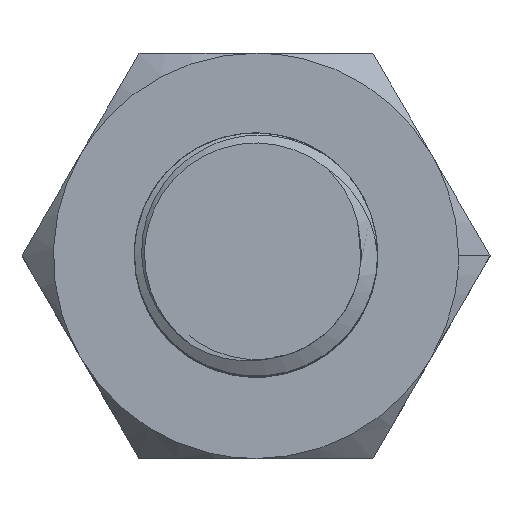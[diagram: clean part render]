
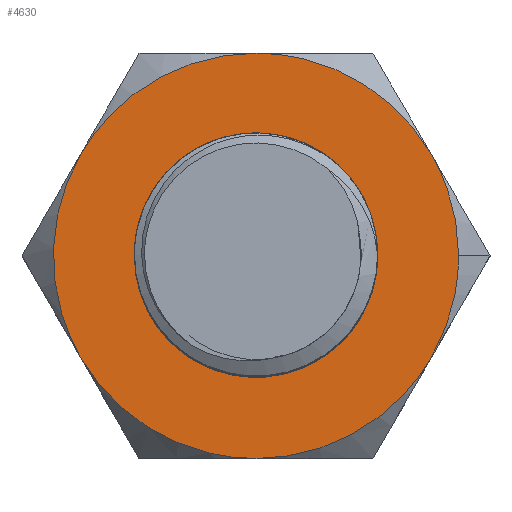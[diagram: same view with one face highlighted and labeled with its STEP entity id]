
A CAD part, top view. The second image highlights one B-rep face of the part: STEP entity #4630.
In plain terms, the highlighted free-form (B-spline) face has degree [1, 1] with [2, 2] control points.
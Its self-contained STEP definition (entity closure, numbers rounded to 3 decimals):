
#57 = EDGE_CURVE('',#58,#60,#62,.T.);
#58 = VERTEX_POINT('',#59);
#59 = CARTESIAN_POINT('',(13.786,0.,6.203));
#60 = VERTEX_POINT('',#61);
#61 = CARTESIAN_POINT('',(11.939,6.893,6.203)
  );
#62 = ( BOUNDED_CURVE() B_SPLINE_CURVE(2,(#63,#64,#65),.UNSPECIFIED.,.F.
,.F.) B_SPLINE_CURVE_WITH_KNOTS((3,3),(0.,0.524),
.PIECEWISE_BEZIER_KNOTS.) CURVE() GEOMETRIC_REPRESENTATION_ITEM() 
RATIONAL_B_SPLINE_CURVE((1.,0.966,1.)) REPRESENTATION_ITEM('') 
  );
#63 = CARTESIAN_POINT('',(13.786,0.,6.203));
#64 = CARTESIAN_POINT('',(13.786,3.694,6.203)
  );
#65 = CARTESIAN_POINT('',(11.939,6.893,6.203)
  );
#245 = VERTEX_POINT('',#246);
#246 = CARTESIAN_POINT('',(8.271,0.,
    6.203));
#251 = EDGE_CURVE('',#245,#252,#254,.T.);
#252 = VERTEX_POINT('',#253);
#253 = CARTESIAN_POINT('',(-8.271,0.,6.203));
#254 = ( BOUNDED_CURVE() B_SPLINE_CURVE(2,(#255,#256,#257,#258,#259),
.UNSPECIFIED.,.F.,.F.) B_SPLINE_CURVE_WITH_KNOTS((3,2,3),(0.,
1.571,3.142),.PIECEWISE_BEZIER_KNOTS.) CURVE() 
GEOMETRIC_REPRESENTATION_ITEM() RATIONAL_B_SPLINE_CURVE((1.,
0.707,1.,0.707,1.)) REPRESENTATION_ITEM('') );
#255 = CARTESIAN_POINT('',(8.271,0.,6.203));
#256 = CARTESIAN_POINT('',(8.271,8.271,6.203)
  );
#257 = CARTESIAN_POINT('',(0.,8.271,
    6.203));
#258 = CARTESIAN_POINT('',(-8.271,8.271,6.203
    ));
#259 = CARTESIAN_POINT('',(-8.271,0.,
    6.203));
#3981 = EDGE_CURVE('',#252,#245,#3982,.T.);
#3982 = ( BOUNDED_CURVE() B_SPLINE_CURVE(2,(#3983,#3984,#3985,#3986,
#3987),.UNSPECIFIED.,.F.,.F.) B_SPLINE_CURVE_WITH_KNOTS((3,2,3),(
    3.142,4.712,6.283),
.PIECEWISE_BEZIER_KNOTS.) CURVE() GEOMETRIC_REPRESENTATION_ITEM() 
RATIONAL_B_SPLINE_CURVE((1.,0.707,1.,0.707,1.)) 
REPRESENTATION_ITEM('') );
#3983 = CARTESIAN_POINT('',(-8.271,0.,
    6.203));
#3984 = CARTESIAN_POINT('',(-8.271,-8.271,
    6.203));
#3985 = CARTESIAN_POINT('',(0.,-8.271,
    6.203));
#3986 = CARTESIAN_POINT('',(8.271,-8.271,
    6.203));
#3987 = CARTESIAN_POINT('',(8.271,0.,
    6.203));
#4201 = VERTEX_POINT('',#4202);
#4202 = CARTESIAN_POINT('',(-11.939,6.893,
    6.203));
#4263 = VERTEX_POINT('',#4264);
#4264 = CARTESIAN_POINT('',(-11.939,-6.893,
    6.203));
#4329 = VERTEX_POINT('',#4330);
#4330 = CARTESIAN_POINT('',(0.,-13.786,
    6.203));
#4383 = VERTEX_POINT('',#4384);
#4384 = CARTESIAN_POINT('',(11.939,-6.893,
    6.203));
#4491 = VERTEX_POINT('',#4492);
#4492 = CARTESIAN_POINT('',(0.,13.786,
    6.203));
#4527 = EDGE_CURVE('',#4383,#58,#4528,.T.);
#4528 = ( BOUNDED_CURVE() B_SPLINE_CURVE(2,(#4529,#4530,#4531),
.UNSPECIFIED.,.F.,.F.) B_SPLINE_CURVE_WITH_KNOTS((3,3),(5.76,
6.283),.PIECEWISE_BEZIER_KNOTS.) CURVE() 
GEOMETRIC_REPRESENTATION_ITEM() RATIONAL_B_SPLINE_CURVE((1.,
0.966,1.)) REPRESENTATION_ITEM('') );
#4529 = CARTESIAN_POINT('',(11.939,-6.893,
    6.203));
#4530 = CARTESIAN_POINT('',(13.786,-3.694,
    6.203));
#4531 = CARTESIAN_POINT('',(13.786,0.,
    6.203));
#4546 = EDGE_CURVE('',#4329,#4383,#4547,.T.);
#4547 = ( BOUNDED_CURVE() B_SPLINE_CURVE(2,(#4548,#4549,#4550),
.UNSPECIFIED.,.F.,.F.) B_SPLINE_CURVE_WITH_KNOTS((3,3),(4.712,
5.76),.PIECEWISE_BEZIER_KNOTS.) CURVE() 
GEOMETRIC_REPRESENTATION_ITEM() RATIONAL_B_SPLINE_CURVE((1.,
0.866,1.)) REPRESENTATION_ITEM('') );
#4548 = CARTESIAN_POINT('',(0.,-13.786,
    6.203));
#4549 = CARTESIAN_POINT('',(7.959,-13.786,
    6.203));
#4550 = CARTESIAN_POINT('',(11.939,-6.893,
    6.203));
#4564 = EDGE_CURVE('',#4263,#4329,#4565,.T.);
#4565 = ( BOUNDED_CURVE() B_SPLINE_CURVE(2,(#4566,#4567,#4568),
.UNSPECIFIED.,.F.,.F.) B_SPLINE_CURVE_WITH_KNOTS((3,3),(3.665,
4.712),.PIECEWISE_BEZIER_KNOTS.) CURVE() 
GEOMETRIC_REPRESENTATION_ITEM() RATIONAL_B_SPLINE_CURVE((1.,
0.866,1.)) REPRESENTATION_ITEM('') );
#4566 = CARTESIAN_POINT('',(-11.939,-6.893,
    6.203));
#4567 = CARTESIAN_POINT('',(-7.959,-13.786,
    6.203));
#4568 = CARTESIAN_POINT('',(0.,-13.786,
    6.203));
#4582 = EDGE_CURVE('',#4201,#4263,#4583,.T.);
#4583 = ( BOUNDED_CURVE() B_SPLINE_CURVE(2,(#4584,#4585,#4586),
.UNSPECIFIED.,.F.,.F.) B_SPLINE_CURVE_WITH_KNOTS((3,3),(2.618,
3.665),.PIECEWISE_BEZIER_KNOTS.) CURVE() 
GEOMETRIC_REPRESENTATION_ITEM() RATIONAL_B_SPLINE_CURVE((1.,
0.866,1.)) REPRESENTATION_ITEM('') );
#4584 = CARTESIAN_POINT('',(-11.939,6.893,
    6.203));
#4585 = CARTESIAN_POINT('',(-15.918,0.,
    6.203));
#4586 = CARTESIAN_POINT('',(-11.939,-6.893,
    6.203));
#4599 = EDGE_CURVE('',#4491,#4201,#4600,.T.);
#4600 = ( BOUNDED_CURVE() B_SPLINE_CURVE(2,(#4601,#4602,#4603),
.UNSPECIFIED.,.F.,.F.) B_SPLINE_CURVE_WITH_KNOTS((3,3),(1.571,
2.618),.PIECEWISE_BEZIER_KNOTS.) CURVE() 
GEOMETRIC_REPRESENTATION_ITEM() RATIONAL_B_SPLINE_CURVE((1.,
0.866,1.)) REPRESENTATION_ITEM('') );
#4601 = CARTESIAN_POINT('',(0.,13.786,
    6.203));
#4602 = CARTESIAN_POINT('',(-7.959,13.786,
    6.203));
#4603 = CARTESIAN_POINT('',(-11.939,6.893,
    6.203));
#4618 = EDGE_CURVE('',#60,#4491,#4619,.T.);
#4619 = ( BOUNDED_CURVE() B_SPLINE_CURVE(2,(#4620,#4621,#4622),
.UNSPECIFIED.,.F.,.F.) B_SPLINE_CURVE_WITH_KNOTS((3,3),(0.524,
1.571),.PIECEWISE_BEZIER_KNOTS.) CURVE() 
GEOMETRIC_REPRESENTATION_ITEM() RATIONAL_B_SPLINE_CURVE((1.,
0.866,1.)) REPRESENTATION_ITEM('') );
#4620 = CARTESIAN_POINT('',(11.939,6.893,
    6.203));
#4621 = CARTESIAN_POINT('',(7.959,13.786,
    6.203));
#4622 = CARTESIAN_POINT('',(0.,13.786,
    6.203));
#4630 = ADVANCED_FACE('',(#4631,#4635),#4644,.T.);
#4631 = FACE_BOUND('',#4632,.T.);
#4632 = EDGE_LOOP('',(#4633,#4634));
#4633 = ORIENTED_EDGE('',*,*,#3981,.F.);
#4634 = ORIENTED_EDGE('',*,*,#251,.F.);
#4635 = FACE_BOUND('',#4636,.T.);
#4636 = EDGE_LOOP('',(#4637,#4638,#4639,#4640,#4641,#4642,#4643));
#4637 = ORIENTED_EDGE('',*,*,#4527,.T.);
#4638 = ORIENTED_EDGE('',*,*,#57,.T.);
#4639 = ORIENTED_EDGE('',*,*,#4618,.T.);
#4640 = ORIENTED_EDGE('',*,*,#4599,.T.);
#4641 = ORIENTED_EDGE('',*,*,#4582,.T.);
#4642 = ORIENTED_EDGE('',*,*,#4564,.T.);
#4643 = ORIENTED_EDGE('',*,*,#4546,.T.);
#4644 = B_SPLINE_SURFACE_WITH_KNOTS('',1,1,(
    (#4645,#4646)
    ,(#4647,#4648
    )),.UNSPECIFIED.,.F.,.F.,.F.,(2,2),(2,2),(-10.,10.),(-10.,10.),
  .PIECEWISE_BEZIER_KNOTS.);
#4645 = CARTESIAN_POINT('',(-13.786,-13.786,
    6.203));
#4646 = CARTESIAN_POINT('',(-13.786,13.786,
    6.203));
#4647 = CARTESIAN_POINT('',(13.786,-13.786,
    6.203));
#4648 = CARTESIAN_POINT('',(13.786,13.786,
    6.203));
